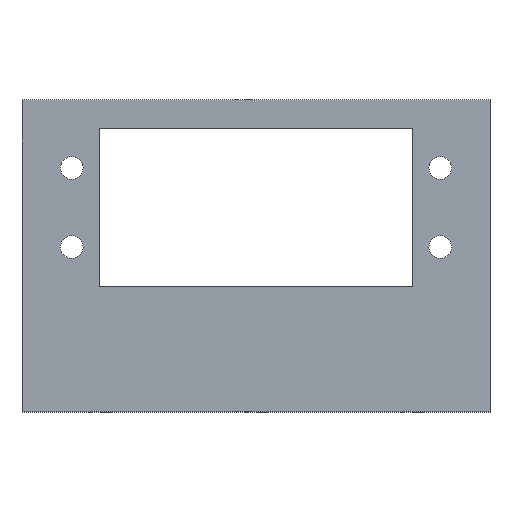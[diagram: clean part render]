
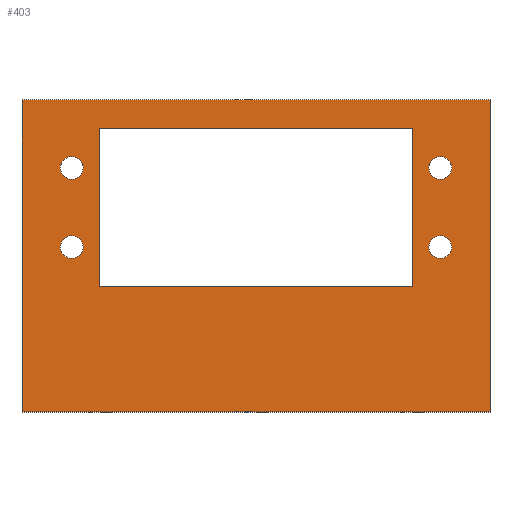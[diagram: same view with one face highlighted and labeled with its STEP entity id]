
A CAD part, top view. The second image highlights one B-rep face of the part: STEP entity #403.
In plain terms, the highlighted planar face has unit normal (0, 0, 1).
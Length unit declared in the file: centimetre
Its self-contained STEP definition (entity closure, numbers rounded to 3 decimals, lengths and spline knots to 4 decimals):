
#41=CIRCLE('',#428,0.1461);
#42=CIRCLE('',#429,0.1461);
#43=CIRCLE('',#430,0.1461);
#44=CIRCLE('',#431,0.1461);
#55=VERTEX_POINT('',#562);
#56=VERTEX_POINT('',#563);
#57=VERTEX_POINT('',#565);
#58=VERTEX_POINT('',#567);
#59=VERTEX_POINT('',#570);
#60=VERTEX_POINT('',#572);
#61=VERTEX_POINT('',#574);
#62=VERTEX_POINT('',#576);
#63=VERTEX_POINT('',#578);
#64=VERTEX_POINT('',#579);
#65=VERTEX_POINT('',#581);
#66=VERTEX_POINT('',#583);
#93=VECTOR('',#466,1.);
#94=VECTOR('',#467,1.);
#95=VECTOR('',#468,1.);
#96=VECTOR('',#469,1.);
#97=VECTOR('',#478,1.);
#98=VECTOR('',#479,1.);
#99=VECTOR('',#480,1.);
#100=VECTOR('',#481,1.);
#129=LINE('',#561,#93);
#130=LINE('',#564,#94);
#131=LINE('',#566,#95);
#132=LINE('',#568,#96);
#133=LINE('',#577,#97);
#134=LINE('',#580,#98);
#135=LINE('',#582,#99);
#136=LINE('',#584,#100);
#165=EDGE_CURVE('',#55,#56,#129,.T.);
#166=EDGE_CURVE('',#57,#55,#130,.T.);
#167=EDGE_CURVE('',#58,#57,#131,.T.);
#168=EDGE_CURVE('',#56,#58,#132,.T.);
#169=EDGE_CURVE('',#59,#59,#41,.T.);
#170=EDGE_CURVE('',#60,#60,#42,.T.);
#171=EDGE_CURVE('',#61,#61,#43,.T.);
#172=EDGE_CURVE('',#62,#62,#44,.T.);
#173=EDGE_CURVE('',#63,#64,#133,.T.);
#174=EDGE_CURVE('',#65,#63,#134,.T.);
#175=EDGE_CURVE('',#66,#65,#135,.T.);
#176=EDGE_CURVE('',#64,#66,#136,.T.);
#215=ORIENTED_EDGE('',*,*,#165,.F.);
#216=ORIENTED_EDGE('',*,*,#166,.F.);
#217=ORIENTED_EDGE('',*,*,#167,.F.);
#218=ORIENTED_EDGE('',*,*,#168,.F.);
#219=ORIENTED_EDGE('',*,*,#169,.F.);
#220=ORIENTED_EDGE('',*,*,#170,.F.);
#221=ORIENTED_EDGE('',*,*,#171,.F.);
#222=ORIENTED_EDGE('',*,*,#172,.F.);
#223=ORIENTED_EDGE('',*,*,#173,.F.);
#224=ORIENTED_EDGE('',*,*,#174,.F.);
#225=ORIENTED_EDGE('',*,*,#175,.F.);
#226=ORIENTED_EDGE('',*,*,#176,.F.);
#315=EDGE_LOOP('',(#215,#216,#217,#218));
#316=EDGE_LOOP('',(#219));
#317=EDGE_LOOP('',(#220));
#318=EDGE_LOOP('',(#221));
#319=EDGE_LOOP('',(#222));
#320=EDGE_LOOP('',(#223,#224,#225,#226));
#359=FACE_BOUND('',#315,.T.);
#360=FACE_BOUND('',#316,.T.);
#361=FACE_BOUND('',#317,.T.);
#362=FACE_BOUND('',#318,.T.);
#363=FACE_BOUND('',#319,.T.);
#364=FACE_BOUND('',#320,.T.);
#403=ADVANCED_FACE('',(#359,#360,#361,#362,#363,#364),#672,.T.);
#427=AXIS2_PLACEMENT_3D('',#560,#465,$);
#428=AXIS2_PLACEMENT_3D('',#569,#470,#471);
#429=AXIS2_PLACEMENT_3D('',#571,#472,#473);
#430=AXIS2_PLACEMENT_3D('',#573,#474,#475);
#431=AXIS2_PLACEMENT_3D('',#575,#476,#477);
#465=DIRECTION('',(0.,0.,1.));
#466=DIRECTION('',(0.,1.,0.));
#467=DIRECTION('',(1.,0.,0.));
#468=DIRECTION('',(0.,-1.,0.));
#469=DIRECTION('',(-1.,0.,0.));
#470=DIRECTION('',(0.,0.,1.));
#471=DIRECTION('',(0.146,0.,0.));
#472=DIRECTION('',(0.,0.,1.));
#473=DIRECTION('',(0.146,0.,0.));
#474=DIRECTION('',(0.,0.,1.));
#475=DIRECTION('',(0.146,0.,0.));
#476=DIRECTION('',(0.,0.,1.));
#477=DIRECTION('',(0.146,0.,0.));
#478=DIRECTION('',(0.,-1.,0.));
#479=DIRECTION('',(1.,0.,0.));
#480=DIRECTION('',(0.,1.,0.));
#481=DIRECTION('',(-1.,0.,0.));
#560=CARTESIAN_POINT('',(0.,1.,1.01));
#561=CARTESIAN_POINT('',(2.01,2.63,1.01));
#562=CARTESIAN_POINT('',(2.01,0.61,1.01));
#563=CARTESIAN_POINT('',(2.01,2.63,1.01));
#564=CARTESIAN_POINT('',(2.01,0.61,1.01));
#565=CARTESIAN_POINT('',(-2.01,0.61,1.01));
#566=CARTESIAN_POINT('',(-2.01,0.61,1.01));
#567=CARTESIAN_POINT('',(-2.01,2.63,1.01));
#568=CARTESIAN_POINT('',(-2.01,2.63,1.01));
#569=CARTESIAN_POINT('',(2.3622,2.128,1.01));
#570=CARTESIAN_POINT('',(2.5083,2.128,1.01));
#571=CARTESIAN_POINT('',(-2.3622,2.128,1.01));
#572=CARTESIAN_POINT('',(-2.2162,2.128,1.01));
#573=CARTESIAN_POINT('',(2.3622,1.112,1.01));
#574=CARTESIAN_POINT('',(2.5083,1.112,1.01));
#575=CARTESIAN_POINT('',(-2.3622,1.112,1.01));
#576=CARTESIAN_POINT('',(-2.2162,1.112,1.01));
#577=CARTESIAN_POINT('',(3.,3.,1.01));
#578=CARTESIAN_POINT('',(3.,3.,1.01));
#579=CARTESIAN_POINT('',(3.,-1.,1.01));
#580=CARTESIAN_POINT('',(-3.,3.,1.01));
#581=CARTESIAN_POINT('',(-3.,3.,1.01));
#582=CARTESIAN_POINT('',(-3.,-1.,1.01));
#583=CARTESIAN_POINT('',(-3.,-1.,1.01));
#584=CARTESIAN_POINT('',(3.,-1.,1.01));
#672=PLANE('',#427);
